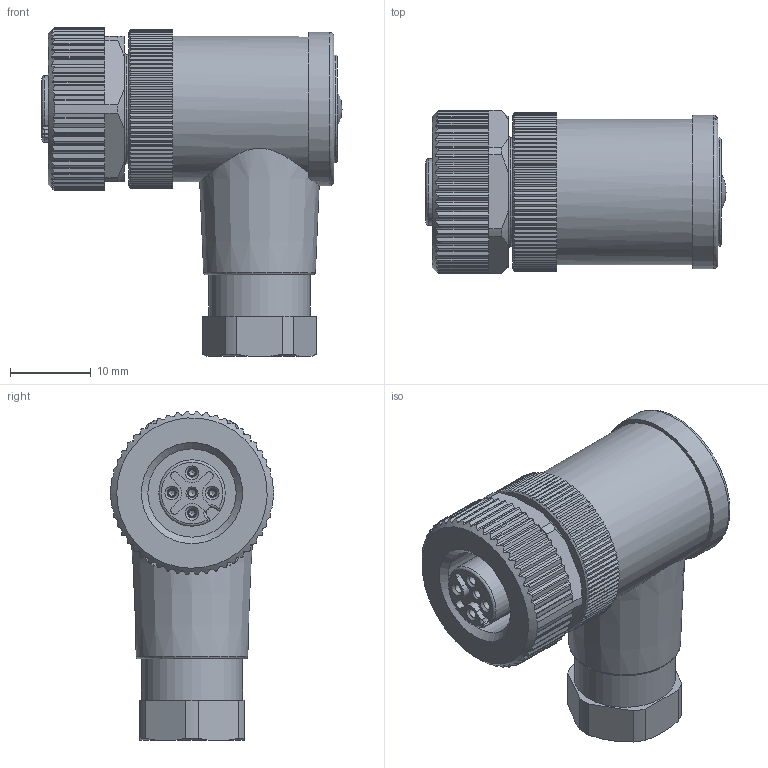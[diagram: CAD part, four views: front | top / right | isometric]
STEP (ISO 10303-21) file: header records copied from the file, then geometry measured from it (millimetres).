
FILE_DESCRIPTION(/* description */ (''),/* implementation_level */ '2;1');
FILE_NAME(/* name */ '99-0436-xxx-05-v15_bg.stp',/* time_stamp */ '2010-04-19T11:43:09+02:00',/* author */ (''),/* organization */ (''),/* preprocessor_version */ 'ST-DEVELOPER v11',/* originating_system */ 'UGS - NX 5.0',/* authorisation */ '');
FILE_SCHEMA (('CONFIG_CONTROL_DESIGN'));
Length unit declared in the file: millimetre
Products named in the file (1): kbor08DE43o7
Bounding box: 37.1 x 20.2 x 40.68 mm (x, y, z)
Volume: 12675.7 mm3; surface area: 4833.4 mm2
Topology: 1 solids, 1 shells, 686 faces, 1984 edges, 1307 vertices
Faces by surface type: plane 389, cylinder 241, cone 47, torus 6, sphere 3
Full cylindrical faces by diameter (mm): 1.05 x5, 1.1 x5, 2 x1, 8.2 x1, 10.917 x1, 12.5 x1, 13.5 x1, 18 x1, 19 x1
Entity records: 23936 total; most frequent: CARTESIAN_POINT 6651, ORIENTED_EDGE 3816, DIRECTION 3318, EDGE_CURVE 1908, VERTEX_POINT 1280, AXIS2_PLACEMENT_3D 1185, LINE 948, VECTOR 948
